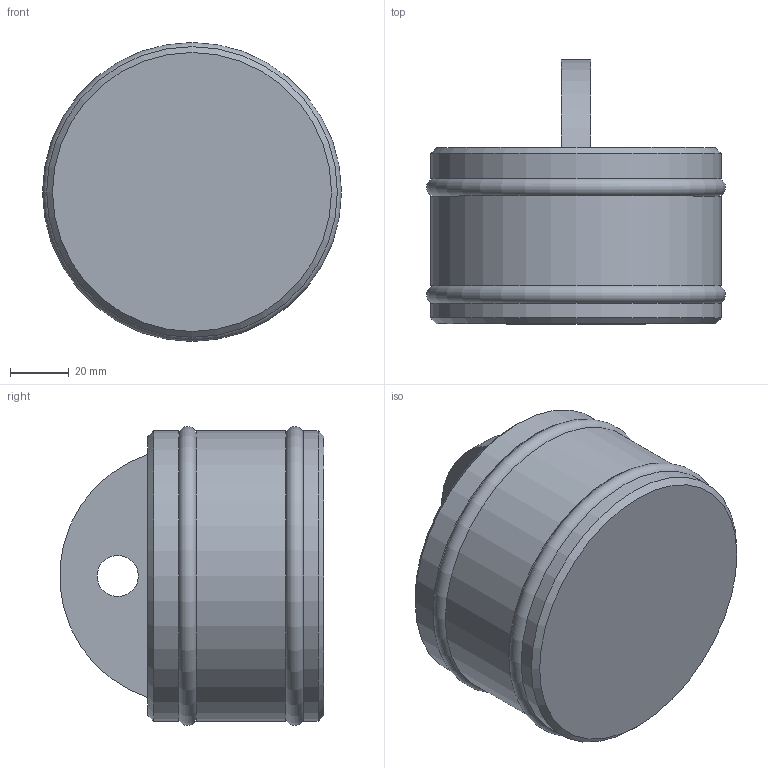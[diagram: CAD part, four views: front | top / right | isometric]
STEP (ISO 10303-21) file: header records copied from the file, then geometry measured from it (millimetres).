
FILE_DESCRIPTION(/* description */ (''),/* implementation_level */ '2;1');
FILE_NAME(/* name */ '57462_Stopfen_100T.stp',/* time_stamp */ '2015-05-18T10:44:33+02:00',/* author */ ('guzb562'),/* organization */ (''),/* preprocessor_version */ 'ST-DEVELOPER v15.6',/* originating_system */ 'Autodesk Inventor 2015',/* authorisation */ '');
FILE_SCHEMA (('AUTOMOTIVE_DESIGN { 1 0 10303 214 3 1 1 }'));
Length unit declared in the file: millimetre
Products named in the file (1): 57462_Stopfen_100T
Bounding box: 101.83 x 89.85 x 101.83 mm (x, y, z)
Volume: 480336.4 mm3; surface area: 40096.2 mm2
Topology: 1 solids, 1 shells, 222 faces, 577 edges, 384 vertices
Faces by surface type: plane 131, bspline 78, cylinder 9, cone 2, torus 2
Full cylindrical faces by diameter (mm): 14 x1, 99 x3
Entity records: 7597 total; most frequent: CARTESIAN_POINT 2610, ORIENTED_EDGE 1138, DIRECTION 727, EDGE_CURVE 569, LINE 389, VECTOR 389, VERTEX_POINT 384, EDGE_LOOP 259
